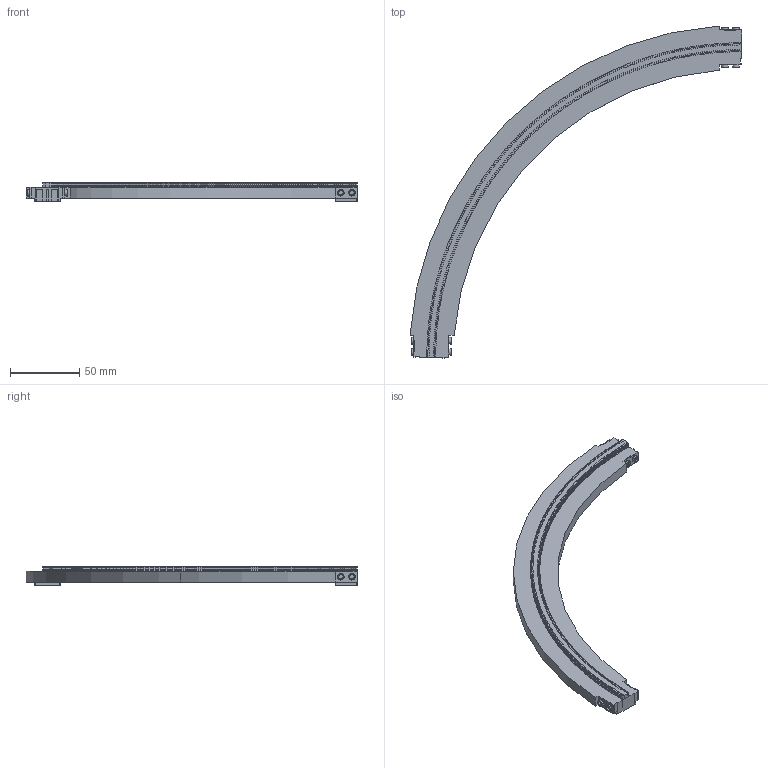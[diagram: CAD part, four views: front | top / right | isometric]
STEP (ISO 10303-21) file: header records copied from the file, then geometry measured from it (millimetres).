
FILE_DESCRIPTION(('Open CASCADE Model'),'2;1');
FILE_NAME('Open CASCADE Shape Model','2025-01-19T18:57:34',('Author'),( 'Open CASCADE'),'Open CASCADE STEP processor 7.7','Open CASCADE 7.7' ,'Unknown');
FILE_SCHEMA(('AUTOMOTIVE_DESIGN { 1 0 10303 214 1 1 1 1 }'));
Length unit declared in the file: millimetre
Products named in the file (1): Open CASCADE STEP translator 7.7 21
Bounding box: 239.77 x 239.77 x 13.2 mm (x, y, z)
Volume: 47007.7 mm3; surface area: 56137.4 mm2
Topology: 1 solids, 1 shells, 2763 faces, 8036 edges, 5356 vertices
Faces by surface type: plane 2179, cylinder 584
Full cylindrical faces by diameter (mm): 3.2 x8, 4.8 x8
Entity records: 198160 total; most frequent: CARTESIAN_POINT 38780, DIRECTION 29712, LINE 21772, VECTOR 21772, ORIENTED_EDGE 16072, PCURVE 16072, DEFINITIONAL_REPRESENTATION 16072, EDGE_CURVE 8036
